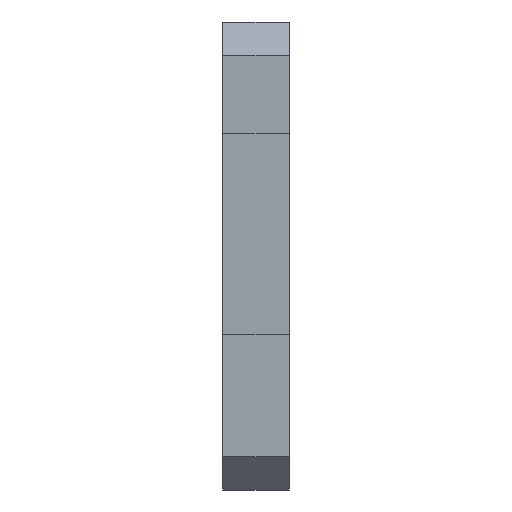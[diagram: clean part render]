
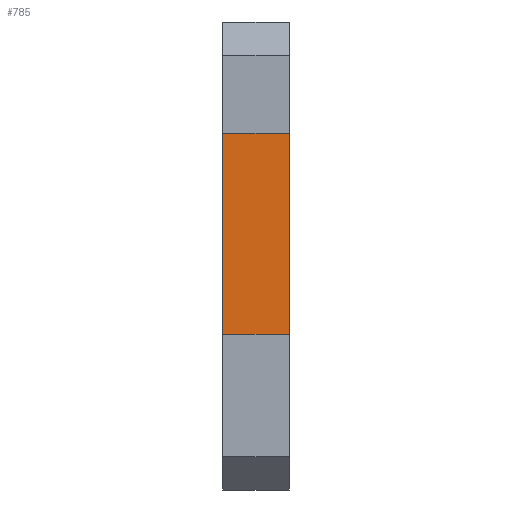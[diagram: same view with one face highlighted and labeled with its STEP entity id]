
A CAD part, front view. The second image highlights one B-rep face of the part: STEP entity #785.
In plain terms, the highlighted planar face has unit normal (0, -1, 0).
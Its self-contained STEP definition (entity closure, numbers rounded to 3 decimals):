
#103=FACE_OUTER_BOUND('',#149,.T.);
#149=EDGE_LOOP('',(#683,#684,#685,#686));
#176=LINE('',#1111,#260);
#237=LINE('',#1281,#321);
#241=LINE('',#1288,#325);
#242=LINE('',#1290,#326);
#260=VECTOR('',#888,10.);
#321=VECTOR('',#1059,10.);
#325=VECTOR('',#1067,10.);
#326=VECTOR('',#1070,10.);
#342=VERTEX_POINT('',#1108);
#343=VERTEX_POINT('',#1110);
#396=VERTEX_POINT('',#1278);
#398=VERTEX_POINT('',#1286);
#416=EDGE_CURVE('',#342,#343,#176,.T.);
#501=EDGE_CURVE('',#396,#342,#237,.T.);
#505=EDGE_CURVE('',#398,#343,#241,.T.);
#506=EDGE_CURVE('',#398,#396,#242,.T.);
#683=ORIENTED_EDGE('',*,*,#506,.F.);
#684=ORIENTED_EDGE('',*,*,#505,.T.);
#685=ORIENTED_EDGE('',*,*,#416,.F.);
#686=ORIENTED_EDGE('',*,*,#501,.F.);
#747=PLANE('',#861);
#785=ADVANCED_FACE('',(#103),#747,.T.);
#861=AXIS2_PLACEMENT_3D('',#1289,#1068,#1069);
#888=DIRECTION('',(0.,0.,-1.));
#1059=DIRECTION('',(1.,0.,0.));
#1067=DIRECTION('',(1.,0.,0.));
#1068=DIRECTION('center_axis',(0.,-1.,0.));
#1069=DIRECTION('ref_axis',(0.,0.,-1.));
#1070=DIRECTION('',(0.,0.,1.));
#1108=CARTESIAN_POINT('',(6.,-53.,11.));
#1110=CARTESIAN_POINT('',(6.,-53.,-7.));
#1111=CARTESIAN_POINT('',(6.,-53.,-7.));
#1278=CARTESIAN_POINT('',(0.,-53.,11.));
#1281=CARTESIAN_POINT('',(0.,-53.,11.));
#1286=CARTESIAN_POINT('',(0.,-53.,-7.));
#1288=CARTESIAN_POINT('',(0.,-53.,-7.));
#1289=CARTESIAN_POINT('Origin',(0.,-53.,11.));
#1290=CARTESIAN_POINT('',(0.,-53.,-7.));
